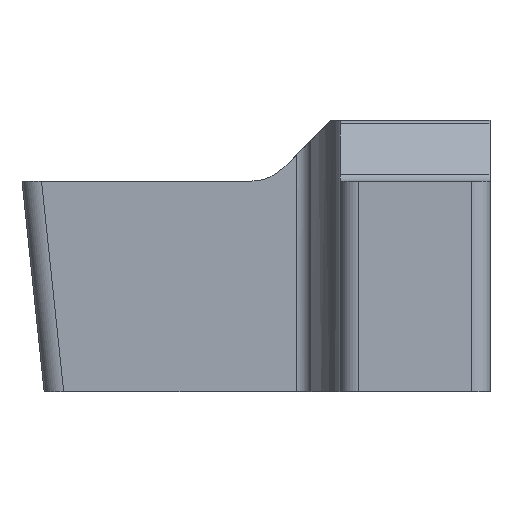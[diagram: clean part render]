
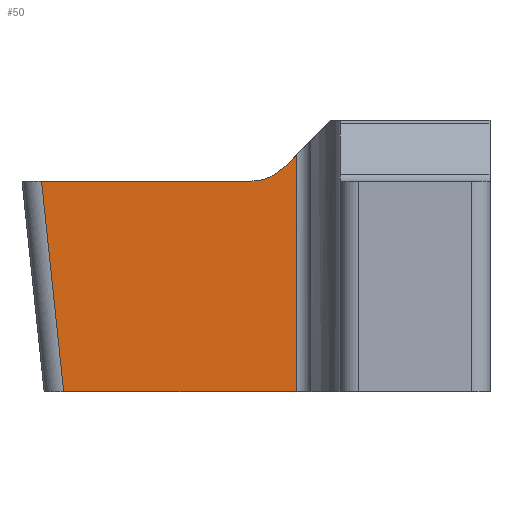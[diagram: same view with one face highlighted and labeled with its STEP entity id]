
A CAD part, front view. The second image highlights one B-rep face of the part: STEP entity #50.
In plain terms, the highlighted planar face has unit normal (0.044, -0.998, -0.044).
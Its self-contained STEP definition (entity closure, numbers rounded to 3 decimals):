
#50=ADVANCED_FACE('',(#90),#74,.F.);
#74=PLANE('',#557);
#90=FACE_OUTER_BOUND('',#115,.T.);
#115=EDGE_LOOP('',(#198,#199,#200,#201,#202,#203));
#140=ELLIPSE('',#556,1.002,1.);
#198=ORIENTED_EDGE('',*,*,#346,.F.);
#199=ORIENTED_EDGE('',*,*,#376,.T.);
#200=ORIENTED_EDGE('',*,*,#377,.T.);
#201=ORIENTED_EDGE('',*,*,#378,.T.);
#202=ORIENTED_EDGE('',*,*,#379,.T.);
#203=ORIENTED_EDGE('',*,*,#380,.T.);
#300=VERTEX_POINT('',#785);
#301=VERTEX_POINT('',#787);
#326=VERTEX_POINT('',#847);
#327=VERTEX_POINT('',#849);
#328=VERTEX_POINT('',#851);
#329=VERTEX_POINT('',#853);
#346=EDGE_CURVE('',#300,#301,#413,.T.);
#376=EDGE_CURVE('',#300,#326,#433,.T.);
#377=EDGE_CURVE('',#326,#327,#434,.T.);
#378=EDGE_CURVE('',#327,#328,#140,.T.);
#379=EDGE_CURVE('',#328,#329,#435,.T.);
#380=EDGE_CURVE('',#329,#301,#436,.T.);
#413=LINE('',#786,#459);
#433=LINE('',#846,#479);
#434=LINE('',#848,#480);
#435=LINE('',#852,#481);
#436=LINE('',#854,#482);
#459=VECTOR('',#601,1.);
#479=VECTOR('',#651,1.);
#480=VECTOR('',#652,1.);
#481=VECTOR('',#655,1.);
#482=VECTOR('',#656,1.);
#556=AXIS2_PLACEMENT_3D('',#850,#653,#654);
#557=AXIS2_PLACEMENT_3D('',#855,#657,#658);
#601=DIRECTION('',(-0.999,-0.044,0.));
#651=DIRECTION('',(0.,-0.044,0.999));
#652=DIRECTION('',(-0.707,0.,-0.707));
#653=DIRECTION('',(-0.044,0.998,0.044));
#654=DIRECTION('',(-0.705,-0.062,0.706));
#655=DIRECTION('',(-0.999,-0.044,0.));
#656=DIRECTION('',(0.104,0.048,-0.993));
#657=DIRECTION('',(-0.044,0.998,0.044));
#658=DIRECTION('',(0.,-0.044,0.999));
#785=CARTESIAN_POINT('',(-2.538,9.335,-4.495));
#786=CARTESIAN_POINT('',(-7.741,9.107,-4.495));
#787=CARTESIAN_POINT('',(-7.51,9.117,-4.495));
#846=CARTESIAN_POINT('',(-2.538,9.575,-10.001));
#847=CARTESIAN_POINT('',(-2.538,9.114,0.557));
#848=CARTESIAN_POINT('',(0.904,9.114,4.));
#849=CARTESIAN_POINT('',(-2.803,9.114,0.293));
#850=CARTESIAN_POINT('',(-3.51,9.052,1.));
#851=CARTESIAN_POINT('',(-3.51,9.096,0.));
#852=CARTESIAN_POINT('',(-3.257,9.107,0.));
#853=CARTESIAN_POINT('',(-7.982,8.9,0.));
#854=CARTESIAN_POINT('',(-7.514,9.115,-4.451));
#855=CARTESIAN_POINT('',(-7.733,8.911,0.));
